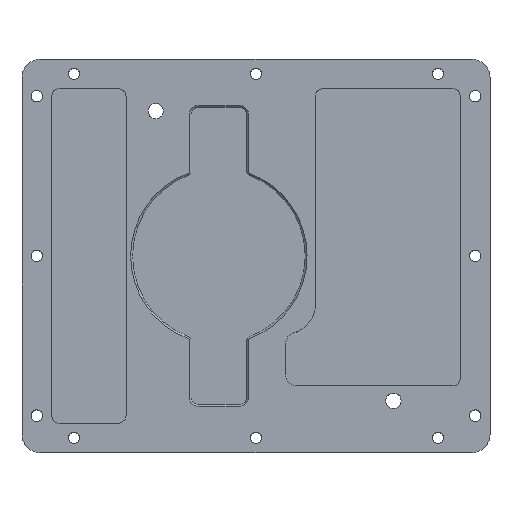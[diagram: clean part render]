
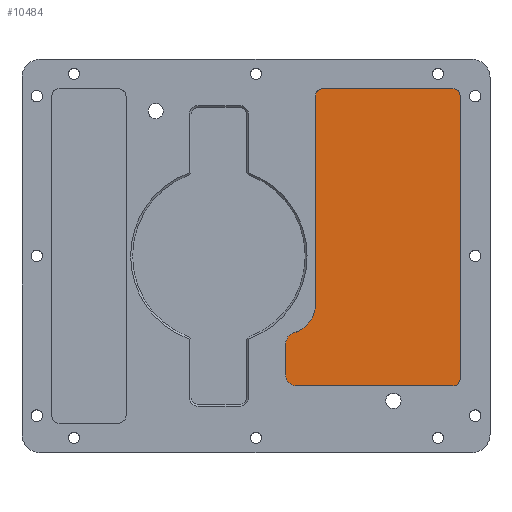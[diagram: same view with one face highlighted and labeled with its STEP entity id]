
A CAD part, top view. The second image highlights one B-rep face of the part: STEP entity #10484.
In plain terms, the highlighted planar face has unit normal (0, 0, 1).
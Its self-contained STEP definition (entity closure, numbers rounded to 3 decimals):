
#54 = ORIENTED_EDGE ( 'NONE', *, *, #8746, .T. ) ;
#72 = ORIENTED_EDGE ( 'NONE', *, *, #8223, .T. ) ;
#109 = VECTOR ( 'NONE', #885, 1000. ) ;
#139 = CARTESIAN_POINT ( 'NONE',  ( 65., -33., 2. ) ) ;
#161 = DIRECTION ( 'NONE',  ( 0., 0., 1. ) ) ;
#240 = VECTOR ( 'NONE', #4758, 1000. ) ;
#279 = AXIS2_PLACEMENT_3D ( 'NONE', #8732, #161, #1873 ) ;
#280 = VERTEX_POINT ( 'NONE', #10774 ) ;
#345 = DIRECTION ( 'NONE',  ( 0.707, -0.707, 0. ) ) ;
#416 = CIRCLE ( 'NONE', #10820, 3. ) ;
#611 = CIRCLE ( 'NONE', #6619, 2. ) ;
#636 = AXIS2_PLACEMENT_3D ( 'NONE', #6673, #2340, #1258 ) ;
#646 = CARTESIAN_POINT ( 'NONE',  ( 18., -13., 2. ) ) ;
#653 = CIRCLE ( 'NONE', #279, 2. ) ;
#709 = VERTEX_POINT ( 'NONE', #9792 ) ;
#827 = CARTESIAN_POINT ( 'NONE',  ( 18., -35., 2. ) ) ;
#830 = CARTESIAN_POINT ( 'NONE',  ( 65., 45., 2. ) ) ;
#885 = DIRECTION ( 'NONE',  ( 0., -1., 0. ) ) ;
#890 = LINE ( 'NONE', #1012, #8336 ) ;
#915 = VERTEX_POINT ( 'NONE', #4853 ) ;
#964 = EDGE_CURVE ( 'NONE', #5592, #4023, #2239, .T. ) ;
#1012 = CARTESIAN_POINT ( 'NONE',  ( 65., -35., 2. ) ) ;
#1033 = CARTESIAN_POINT ( 'NONE',  ( 18., -23.583, 2. ) ) ;
#1044 = EDGE_CURVE ( 'NONE', #9433, #7983, #9552, .T. ) ;
#1055 = CARTESIAN_POINT ( 'NONE',  ( 28., 45., 2. ) ) ;
#1142 = DIRECTION ( 'NONE',  ( 0., 0., 1. ) ) ;
#1166 = DIRECTION ( 'NONE',  ( 0., 0., 1. ) ) ;
#1188 = CARTESIAN_POINT ( 'NONE',  ( 64.414, 44.414, 2. ) ) ;
#1210 = CIRCLE ( 'NONE', #1939, 3. ) ;
#1258 = DIRECTION ( 'NONE',  ( -1., 0., 0. ) ) ;
#1391 = CIRCLE ( 'NONE', #5028, 2. ) ;
#1442 = ORIENTED_EDGE ( 'NONE', *, *, #9413, .F. ) ;
#1755 = VERTEX_POINT ( 'NONE', #1055 ) ;
#1873 = DIRECTION ( 'NONE',  ( -0.707, 0.707, 0. ) ) ;
#1939 = AXIS2_PLACEMENT_3D ( 'NONE', #4064, #4011, #5880 ) ;
#2009 = VERTEX_POINT ( 'NONE', #9603 ) ;
#2025 = EDGE_CURVE ( 'NONE', #1755, #7075, #653, .T. ) ;
#2052 = AXIS2_PLACEMENT_3D ( 'NONE', #3887, #2924, #5650 ) ;
#2091 = VERTEX_POINT ( 'NONE', #1188 ) ;
#2108 = VERTEX_POINT ( 'NONE', #8208 ) ;
#2239 = CIRCLE ( 'NONE', #2052, 2. ) ;
#2340 = DIRECTION ( 'NONE',  ( 0., 0., -1. ) ) ;
#2354 = CARTESIAN_POINT ( 'NONE',  ( 18., -13., 2. ) ) ;
#2368 = EDGE_CURVE ( 'NONE', #709, #7983, #890, .T. ) ;
#2436 = VECTOR ( 'NONE', #10490, 1000. ) ;
#2458 = DIRECTION ( 'NONE',  ( 0., 0., 1. ) ) ;
#2473 = DIRECTION ( 'NONE',  ( -0.798, 0.603, 0. ) ) ;
#2486 = CARTESIAN_POINT ( 'NONE',  ( 26.586, 44.414, 2. ) ) ;
#2487 = DIRECTION ( 'NONE',  ( -0.798, 0.603, 0. ) ) ;
#2514 = DIRECTION ( 'NONE',  ( 1., 0., 0. ) ) ;
#2585 = ORIENTED_EDGE ( 'NONE', *, *, #4586, .T. ) ;
#2665 = LINE ( 'NONE', #830, #109 ) ;
#2804 = CIRCLE ( 'NONE', #4259, 2. ) ;
#2924 = DIRECTION ( 'NONE',  ( 0., 0., 1. ) ) ;
#2943 = CARTESIAN_POINT ( 'NONE',  ( 64.414, -34.414, 2. ) ) ;
#2957 = ORIENTED_EDGE ( 'NONE', *, *, #1044, .T. ) ;
#2966 = CARTESIAN_POINT ( 'NONE',  ( 63., -33., 2. ) ) ;
#3077 = EDGE_CURVE ( 'NONE', #9325, #280, #11093, .T. ) ;
#3151 = DIRECTION ( 'NONE',  ( 0.707, -0.707, 0. ) ) ;
#3375 = LINE ( 'NONE', #4391, #4686 ) ;
#3378 = CARTESIAN_POINT ( 'NONE',  ( 28., 43., 2. ) ) ;
#3394 = CARTESIAN_POINT ( 'NONE',  ( 21., -23.583, 2. ) ) ;
#3436 = CARTESIAN_POINT ( 'NONE',  ( 21., -35., 2. ) ) ;
#3565 = ORIENTED_EDGE ( 'NONE', *, *, #7064, .F. ) ;
#3711 = ORIENTED_EDGE ( 'NONE', *, *, #4567, .T. ) ;
#3750 = VERTEX_POINT ( 'NONE', #9483 ) ;
#3858 = ORIENTED_EDGE ( 'NONE', *, *, #5926, .F. ) ;
#3870 = ORIENTED_EDGE ( 'NONE', *, *, #7394, .T. ) ;
#3887 = CARTESIAN_POINT ( 'NONE',  ( 63., -33., 2. ) ) ;
#3958 = DIRECTION ( 'NONE',  ( 0., 0., 1. ) ) ;
#4011 = DIRECTION ( 'NONE',  ( 0., 0., 1. ) ) ;
#4016 = EDGE_LOOP ( 'NONE', ( #3870, #2957, #6863, #3711, #10793, #3565, #7922, #2585, #9205, #5397, #7695, #1442, #6072, #11302, #54, #72, #3858 ) ) ;
#4023 = VERTEX_POINT ( 'NONE', #139 ) ;
#4064 = CARTESIAN_POINT ( 'NONE',  ( 21., -32., 2. ) ) ;
#4259 = AXIS2_PLACEMENT_3D ( 'NONE', #8919, #1142, #8120 ) ;
#4391 = CARTESIAN_POINT ( 'NONE',  ( 26., 45., 2. ) ) ;
#4567 = EDGE_CURVE ( 'NONE', #709, #5592, #611, .T. ) ;
#4586 = EDGE_CURVE ( 'NONE', #2091, #3750, #2804, .T. ) ;
#4686 = VECTOR ( 'NONE', #2514, 1000. ) ;
#4758 = DIRECTION ( 'NONE',  ( 0., 1., 0. ) ) ;
#4779 = CIRCLE ( 'NONE', #8080, 2. ) ;
#4812 = VERTEX_POINT ( 'NONE', #10453 ) ;
#4853 = CARTESIAN_POINT ( 'NONE',  ( 26., 43., 2. ) ) ;
#4897 = VERTEX_POINT ( 'NONE', #10401 ) ;
#5028 = AXIS2_PLACEMENT_3D ( 'NONE', #6360, #1166, #8140 ) ;
#5281 = CARTESIAN_POINT ( 'NONE',  ( 26., -35., 2. ) ) ;
#5397 = ORIENTED_EDGE ( 'NONE', *, *, #2025, .T. ) ;
#5592 = VERTEX_POINT ( 'NONE', #2943 ) ;
#5650 = DIRECTION ( 'NONE',  ( 0.707, -0.707, 0. ) ) ;
#5694 = AXIS2_PLACEMENT_3D ( 'NONE', #8625, #6684, #8569 ) ;
#5880 = DIRECTION ( 'NONE',  ( -0.707, -0.707, 0. ) ) ;
#5926 = EDGE_CURVE ( 'NONE', #4897, #8075, #6989, .T. ) ;
#6072 = ORIENTED_EDGE ( 'NONE', *, *, #6201, .F. ) ;
#6201 = EDGE_CURVE ( 'NONE', #280, #2108, #11217, .T. ) ;
#6360 = CARTESIAN_POINT ( 'NONE',  ( 63., 43., 2. ) ) ;
#6442 = PLANE ( 'NONE',  #636 ) ;
#6527 = AXIS2_PLACEMENT_3D ( 'NONE', #2354, #10981, #3151 ) ;
#6597 = CIRCLE ( 'NONE', #10802, 3. ) ;
#6619 = AXIS2_PLACEMENT_3D ( 'NONE', #2966, #9031, #345 ) ;
#6673 = CARTESIAN_POINT ( 'NONE',  ( 45.5, 5., 2. ) ) ;
#6684 = DIRECTION ( 'NONE',  ( 0., 0., 1. ) ) ;
#6863 = ORIENTED_EDGE ( 'NONE', *, *, #2368, .F. ) ;
#6949 = CARTESIAN_POINT ( 'NONE',  ( 20.182, -20.697, 2. ) ) ;
#6989 = LINE ( 'NONE', #827, #2436 ) ;
#7064 = EDGE_CURVE ( 'NONE', #4812, #4023, #2665, .T. ) ;
#7075 = VERTEX_POINT ( 'NONE', #2486 ) ;
#7323 = EDGE_CURVE ( 'NONE', #4812, #2091, #1391, .T. ) ;
#7394 = EDGE_CURVE ( 'NONE', #4897, #9433, #1210, .T. ) ;
#7695 = ORIENTED_EDGE ( 'NONE', *, *, #9179, .T. ) ;
#7922 = ORIENTED_EDGE ( 'NONE', *, *, #7323, .T. ) ;
#7983 = VERTEX_POINT ( 'NONE', #3436 ) ;
#8000 = EDGE_CURVE ( 'NONE', #1755, #3750, #3375, .T. ) ;
#8075 = VERTEX_POINT ( 'NONE', #1033 ) ;
#8080 = AXIS2_PLACEMENT_3D ( 'NONE', #3378, #2458, #10410 ) ;
#8120 = DIRECTION ( 'NONE',  ( 0.707, 0.707, 0. ) ) ;
#8140 = DIRECTION ( 'NONE',  ( 0.707, 0.707, 0. ) ) ;
#8208 = CARTESIAN_POINT ( 'NONE',  ( 26., -13., 2. ) ) ;
#8223 = EDGE_CURVE ( 'NONE', #2009, #8075, #416, .T. ) ;
#8248 = CARTESIAN_POINT ( 'NONE',  ( 18.879, -34.121, 2. ) ) ;
#8325 = DIRECTION ( 'NONE',  ( 0., 0., 1. ) ) ;
#8336 = VECTOR ( 'NONE', #8772, 1000. ) ;
#8569 = DIRECTION ( 'NONE',  ( -0.707, -0.707, 0. ) ) ;
#8625 = CARTESIAN_POINT ( 'NONE',  ( 21., -32., 2. ) ) ;
#8732 = CARTESIAN_POINT ( 'NONE',  ( 28., 43., 2. ) ) ;
#8746 = EDGE_CURVE ( 'NONE', #9325, #2009, #6597, .T. ) ;
#8756 = DIRECTION ( 'NONE',  ( 0., 0., 1. ) ) ;
#8772 = DIRECTION ( 'NONE',  ( -1., 0., 0. ) ) ;
#8919 = CARTESIAN_POINT ( 'NONE',  ( 63., 43., 2. ) ) ;
#9031 = DIRECTION ( 'NONE',  ( 0., 0., 1. ) ) ;
#9179 = EDGE_CURVE ( 'NONE', #7075, #915, #4779, .T. ) ;
#9205 = ORIENTED_EDGE ( 'NONE', *, *, #8000, .F. ) ;
#9325 = VERTEX_POINT ( 'NONE', #6949 ) ;
#9405 = CARTESIAN_POINT ( 'NONE',  ( 21., -23.583, 2. ) ) ;
#9413 = EDGE_CURVE ( 'NONE', #2108, #915, #9971, .T. ) ;
#9433 = VERTEX_POINT ( 'NONE', #8248 ) ;
#9483 = CARTESIAN_POINT ( 'NONE',  ( 63., 45., 2. ) ) ;
#9552 = CIRCLE ( 'NONE', #5694, 3. ) ;
#9603 = CARTESIAN_POINT ( 'NONE',  ( 18.607, -21.774, 2. ) ) ;
#9792 = CARTESIAN_POINT ( 'NONE',  ( 63., -35., 2. ) ) ;
#9971 = LINE ( 'NONE', #5281, #240 ) ;
#10163 = FACE_OUTER_BOUND ( 'NONE', #4016, .T. ) ;
#10298 = AXIS2_PLACEMENT_3D ( 'NONE', #646, #3958, #10882 ) ;
#10401 = CARTESIAN_POINT ( 'NONE',  ( 18., -32., 2. ) ) ;
#10410 = DIRECTION ( 'NONE',  ( -0.707, 0.707, 0. ) ) ;
#10453 = CARTESIAN_POINT ( 'NONE',  ( 65., 43., 2. ) ) ;
#10484 = ADVANCED_FACE ( 'NONE', ( #10163 ), #6442, .F. ) ;
#10490 = DIRECTION ( 'NONE',  ( 0., 1., 0. ) ) ;
#10774 = CARTESIAN_POINT ( 'NONE',  ( 23.657, -18.657, 2. ) ) ;
#10793 = ORIENTED_EDGE ( 'NONE', *, *, #964, .T. ) ;
#10802 = AXIS2_PLACEMENT_3D ( 'NONE', #3394, #8756, #2473 ) ;
#10820 = AXIS2_PLACEMENT_3D ( 'NONE', #9405, #8325, #2487 ) ;
#10882 = DIRECTION ( 'NONE',  ( 0.707, -0.707, 0. ) ) ;
#10981 = DIRECTION ( 'NONE',  ( 0., 0., 1. ) ) ;
#11093 = CIRCLE ( 'NONE', #6527, 8. ) ;
#11217 = CIRCLE ( 'NONE', #10298, 8. ) ;
#11302 = ORIENTED_EDGE ( 'NONE', *, *, #3077, .F. ) ;
